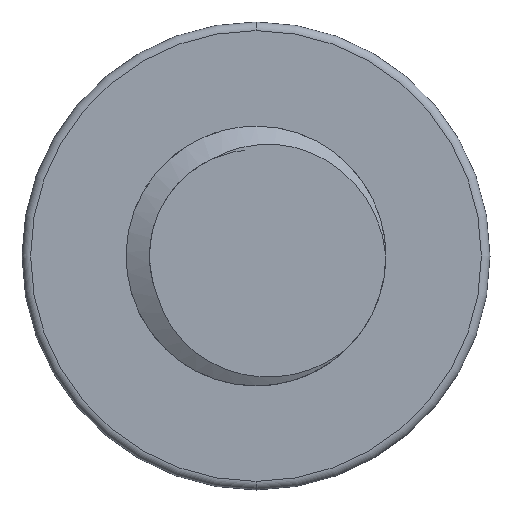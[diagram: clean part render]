
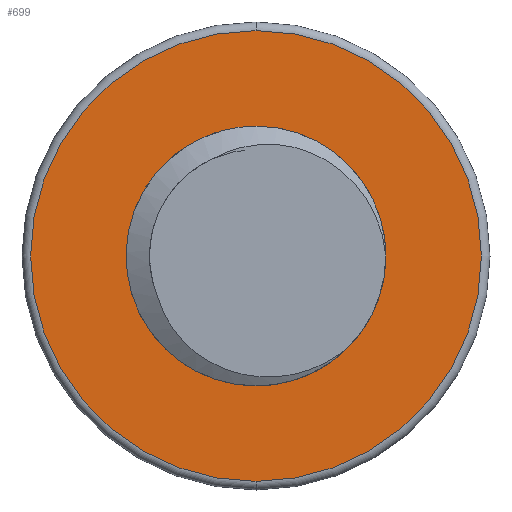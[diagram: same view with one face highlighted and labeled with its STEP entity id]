
A CAD part, front view. The second image highlights one B-rep face of the part: STEP entity #699.
In plain terms, the highlighted planar face has unit normal (0, -1, 0).
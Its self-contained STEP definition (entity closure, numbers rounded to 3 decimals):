
#103 = CARTESIAN_POINT ( 'NONE',  ( 0., 4., 0. ) ) ;
#171 = DIRECTION ( 'NONE',  ( 0., -1., 0. ) ) ;
#216 = CIRCLE ( 'NONE', #461, 1.5 ) ;
#251 = DIRECTION ( 'NONE',  ( 0., 0., -1. ) ) ;
#335 = DIRECTION ( 'NONE',  ( 0., 0., -1. ) ) ;
#375 = ORIENTED_EDGE ( 'NONE', *, *, #1859, .T. ) ;
#453 = CARTESIAN_POINT ( 'NONE',  ( 1.5, 4., 0. ) ) ;
#461 = AXIS2_PLACEMENT_3D ( 'NONE', #2501, #2377, #751 ) ;
#553 = AXIS2_PLACEMENT_3D ( 'NONE', #1725, #2516, #1738 ) ;
#599 = VERTEX_POINT ( 'NONE', #1185 ) ;
#673 = CIRCLE ( 'NONE', #1195, 2.603 ) ;
#699 = ADVANCED_FACE ( 'NONE', ( #2386, #1802 ), #2015, .T. ) ;
#751 = DIRECTION ( 'NONE',  ( 0., 0., -1. ) ) ;
#772 = CARTESIAN_POINT ( 'NONE',  ( 0., 4., -2.603 ) ) ;
#957 = DIRECTION ( 'NONE',  ( 0., 0., -1. ) ) ;
#1064 = DIRECTION ( 'NONE',  ( 0., -1., 0. ) ) ;
#1185 = CARTESIAN_POINT ( 'NONE',  ( 1.07, 4., -1.051 ) ) ;
#1195 = AXIS2_PLACEMENT_3D ( 'NONE', #1925, #171, #957 ) ;
#1359 = CARTESIAN_POINT ( 'NONE',  ( 1.5, 4., 0. ) ) ;
#1479 = EDGE_CURVE ( 'NONE', #2397, #2156, #2340, .T. ) ;
#1516 = CIRCLE ( 'NONE', #553, 1.5 ) ;
#1559 = AXIS2_PLACEMENT_3D ( 'NONE', #103, #1064, #335 ) ;
#1725 = CARTESIAN_POINT ( 'NONE',  ( 0., 4., 0. ) ) ;
#1738 = DIRECTION ( 'NONE',  ( 0., 0., -1. ) ) ;
#1778 = DIRECTION ( 'NONE',  ( 0., -1., 0. ) ) ;
#1800 = EDGE_CURVE ( 'NONE', #599, #2025, #216, .T. ) ;
#1802 = FACE_OUTER_BOUND ( 'NONE', #1924, .T. ) ;
#1859 = EDGE_CURVE ( 'NONE', #2156, #2397, #673, .T. ) ;
#1886 = EDGE_CURVE ( 'NONE', #2025, #599, #1516, .T. ) ;
#1924 = EDGE_LOOP ( 'NONE', ( #2037, #375 ) ) ;
#1925 = CARTESIAN_POINT ( 'NONE',  ( 0., 4., 0. ) ) ;
#2015 = PLANE ( 'NONE',  #2079 ) ;
#2025 = VERTEX_POINT ( 'NONE', #1359 ) ;
#2037 = ORIENTED_EDGE ( 'NONE', *, *, #1479, .T. ) ;
#2079 = AXIS2_PLACEMENT_3D ( 'NONE', #453, #1778, #251 ) ;
#2156 = VERTEX_POINT ( 'NONE', #2177 ) ;
#2177 = CARTESIAN_POINT ( 'NONE',  ( 0., 4., 2.603 ) ) ;
#2219 = EDGE_LOOP ( 'NONE', ( #2238, #2345 ) ) ;
#2238 = ORIENTED_EDGE ( 'NONE', *, *, #1886, .F. ) ;
#2340 = CIRCLE ( 'NONE', #1559, 2.603 ) ;
#2345 = ORIENTED_EDGE ( 'NONE', *, *, #1800, .F. ) ;
#2377 = DIRECTION ( 'NONE',  ( 0., -1., 0. ) ) ;
#2386 = FACE_BOUND ( 'NONE', #2219, .T. ) ;
#2397 = VERTEX_POINT ( 'NONE', #772 ) ;
#2501 = CARTESIAN_POINT ( 'NONE',  ( 0., 4., 0. ) ) ;
#2516 = DIRECTION ( 'NONE',  ( 0., -1., 0. ) ) ;
